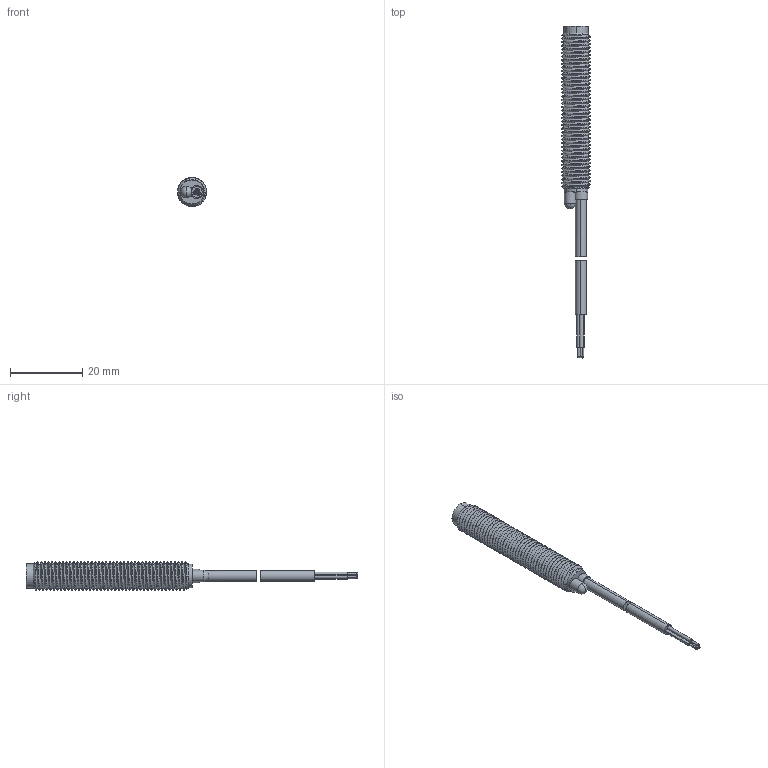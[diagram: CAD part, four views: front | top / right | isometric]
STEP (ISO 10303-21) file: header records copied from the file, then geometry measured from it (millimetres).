
FILE_DESCRIPTION((''),'2;1');
FILE_NAME('ECS1-0802X-X3UX','2017-01-09T',('Administrator'),(''),'PRO/ENGINEER BY PARAMETRIC TECHNOLOGY CORPORATION, 2007170','PRO/ENGINEER BY PARAMETRIC TECHNOLOGY CORPORATION, 2007170','');
FILE_SCHEMA(('CONFIG_CONTROL_DESIGN'));
Length unit declared in the file: millimetre
Products named in the file (1): ECS1-0802X-X3UX
Bounding box: 8 x 92 x 8 mm (x, y, z)
Volume: 2168.6 mm3; surface area: 2569.2 mm2
Topology: 2 solids, 2 shells, 152 faces, 414 edges, 266 vertices
Faces by surface type: cylinder 104, bspline 26, plane 10, sphere 8, cone 4
Entity records: 11806 total; most frequent: CARTESIAN_POINT 8411, ORIENTED_EDGE 812, DIRECTION 511, EDGE_CURVE 406, VERTEX_POINT 266, B_SPLINE_CURVE_WITH_KNOTS 210, AXIS2_PLACEMENT_3D 189, EDGE_LOOP 160
